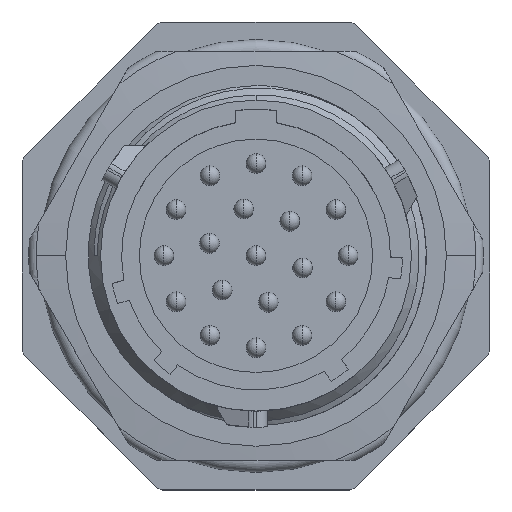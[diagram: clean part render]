
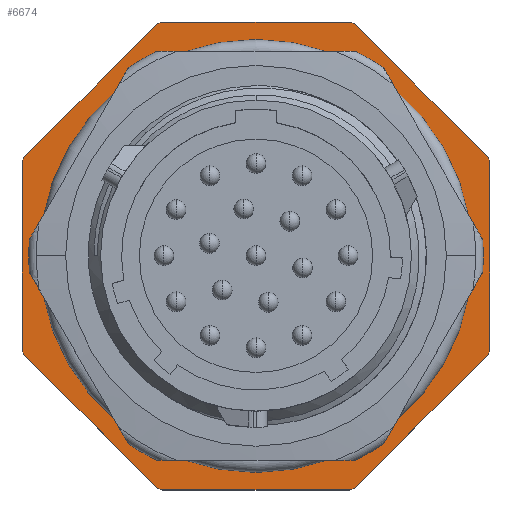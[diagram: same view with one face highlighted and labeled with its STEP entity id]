
A CAD part, top view. The second image highlights one B-rep face of the part: STEP entity #6674.
In plain terms, the highlighted planar face has unit normal (0, 0, 1).
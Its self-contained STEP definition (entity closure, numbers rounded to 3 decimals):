
#1276=DIRECTION('',(0.707,-0.707,0.));
#1277=VECTOR('',#1276,15.16);
#1278=CARTESIAN_POINT('',(8.11,18.83,1.7));
#1279=LINE('',#1278,#1277);
#1280=DIRECTION('',(0.,-1.,0.));
#1281=VECTOR('',#1280,15.16);
#1282=CARTESIAN_POINT('',(19.05,7.58,1.7));
#1283=LINE('',#1282,#1281);
#1284=DIRECTION('',(-0.707,-0.707,0.));
#1285=VECTOR('',#1284,15.16);
#1286=CARTESIAN_POINT('',(18.83,-8.11,1.7));
#1287=LINE('',#1286,#1285);
#1288=DIRECTION('',(-1.,0.,0.));
#1289=VECTOR('',#1288,15.16);
#1290=CARTESIAN_POINT('',(7.58,-19.05,1.7));
#1291=LINE('',#1290,#1289);
#1292=DIRECTION('',(-0.707,0.707,0.));
#1293=VECTOR('',#1292,15.16);
#1294=CARTESIAN_POINT('',(-8.11,-18.83,1.7));
#1295=LINE('',#1294,#1293);
#1296=DIRECTION('',(0.,1.,0.));
#1297=VECTOR('',#1296,15.16);
#1298=CARTESIAN_POINT('',(-19.05,-7.58,1.7));
#1299=LINE('',#1298,#1297);
#1300=DIRECTION('',(0.707,0.707,0.));
#1301=VECTOR('',#1300,15.16);
#1302=CARTESIAN_POINT('',(-18.83,8.11,1.7));
#1303=LINE('',#1302,#1301);
#1304=DIRECTION('',(1.,0.,0.));
#1305=VECTOR('',#1304,15.16);
#1306=CARTESIAN_POINT('',(-7.58,19.05,1.7));
#1307=LINE('',#1306,#1305);
#1308=CARTESIAN_POINT('',(0.,0.,1.7));
#1309=DIRECTION('',(0.,0.,1.));
#1310=DIRECTION('',(-1.,0.,0.));
#1311=AXIS2_PLACEMENT_3D('',#1308,#1309,#1310);
#1313=CARTESIAN_POINT('',(0.,0.,1.7));
#1314=DIRECTION('',(0.,0.,1.));
#1315=DIRECTION('',(1.,0.,0.));
#1316=AXIS2_PLACEMENT_3D('',#1313,#1314,#1315);
#1322=CARTESIAN_POINT('',(7.58,18.3,1.7));
#1323=DIRECTION('',(0.,0.,1.));
#1324=DIRECTION('',(0.707,0.707,0.));
#1325=AXIS2_PLACEMENT_3D('',#1322,#1323,#1324);
#1372=CARTESIAN_POINT('',(-7.58,18.3,1.7));
#1373=DIRECTION('',(0.,0.,1.));
#1374=DIRECTION('',(0.,1.,0.));
#1375=AXIS2_PLACEMENT_3D('',#1372,#1373,#1374);
#1390=CARTESIAN_POINT('',(-18.3,7.58,1.7));
#1391=DIRECTION('',(0.,0.,1.));
#1392=DIRECTION('',(-0.707,0.707,0.));
#1393=AXIS2_PLACEMENT_3D('',#1390,#1391,#1392);
#1408=CARTESIAN_POINT('',(-18.3,-7.58,1.7));
#1409=DIRECTION('',(0.,0.,1.));
#1410=DIRECTION('',(-1.,0.,0.));
#1411=AXIS2_PLACEMENT_3D('',#1408,#1409,#1410);
#1426=CARTESIAN_POINT('',(-7.58,-18.3,1.7));
#1427=DIRECTION('',(0.,0.,1.));
#1428=DIRECTION('',(-0.707,-0.707,0.));
#1429=AXIS2_PLACEMENT_3D('',#1426,#1427,#1428);
#1444=CARTESIAN_POINT('',(7.58,-18.3,1.7));
#1445=DIRECTION('',(0.,0.,1.));
#1446=DIRECTION('',(0.,-1.,0.));
#1447=AXIS2_PLACEMENT_3D('',#1444,#1445,#1446);
#1462=CARTESIAN_POINT('',(18.3,-7.58,1.7));
#1463=DIRECTION('',(0.,0.,1.));
#1464=DIRECTION('',(0.707,-0.707,0.));
#1465=AXIS2_PLACEMENT_3D('',#1462,#1463,#1464);
#1480=CARTESIAN_POINT('',(18.3,7.58,1.7));
#1481=DIRECTION('',(0.,0.,1.));
#1482=DIRECTION('',(1.,0.,0.));
#1483=AXIS2_PLACEMENT_3D('',#1480,#1481,#1482);
#4715=CARTESIAN_POINT('',(8.11,18.83,1.7));
#4717=VERTEX_POINT('',#4715);
#4718=CARTESIAN_POINT('',(7.58,19.05,1.7));
#4719=VERTEX_POINT('',#4718);
#4723=CARTESIAN_POINT('',(19.05,7.58,1.7));
#4725=VERTEX_POINT('',#4723);
#4726=CARTESIAN_POINT('',(18.83,8.11,1.7));
#4727=VERTEX_POINT('',#4726);
#4731=CARTESIAN_POINT('',(18.83,-8.11,1.7));
#4733=VERTEX_POINT('',#4731);
#4734=CARTESIAN_POINT('',(19.05,-7.58,1.7));
#4735=VERTEX_POINT('',#4734);
#4739=CARTESIAN_POINT('',(-7.58,19.05,1.7));
#4741=VERTEX_POINT('',#4739);
#4742=CARTESIAN_POINT('',(-8.11,18.83,1.7));
#4743=VERTEX_POINT('',#4742);
#4747=CARTESIAN_POINT('',(7.58,-19.05,1.7));
#4749=VERTEX_POINT('',#4747);
#4750=CARTESIAN_POINT('',(8.11,-18.83,1.7));
#4751=VERTEX_POINT('',#4750);
#4755=CARTESIAN_POINT('',(-8.11,-18.83,1.7));
#4757=VERTEX_POINT('',#4755);
#4758=CARTESIAN_POINT('',(-7.58,-19.05,1.7));
#4759=VERTEX_POINT('',#4758);
#4763=CARTESIAN_POINT('',(-19.05,-7.58,1.7));
#4765=VERTEX_POINT('',#4763);
#4766=CARTESIAN_POINT('',(-18.83,-8.11,1.7));
#4767=VERTEX_POINT('',#4766);
#4771=CARTESIAN_POINT('',(-18.83,8.11,1.7));
#4773=VERTEX_POINT('',#4771);
#4774=CARTESIAN_POINT('',(-19.05,7.58,1.7));
#4775=VERTEX_POINT('',#4774);
#5383=CARTESIAN_POINT('',(-17.15,0.,1.7));
#5384=CARTESIAN_POINT('',(17.15,0.,1.7));
#5385=VERTEX_POINT('',#5383);
#5386=VERTEX_POINT('',#5384);
#6631=CARTESIAN_POINT('',(0.,0.,1.7));
#6632=DIRECTION('',(0.,0.,-1.));
#6633=DIRECTION('',(0.,-1.,0.));
#6634=AXIS2_PLACEMENT_3D('',#6631,#6632,#6633);
#6635=PLANE('',#6634);
#6637=ORIENTED_EDGE('',*,*,#6636,.F.);
#6639=ORIENTED_EDGE('',*,*,#6638,.T.);
#6641=ORIENTED_EDGE('',*,*,#6640,.F.);
#6643=ORIENTED_EDGE('',*,*,#6642,.T.);
#6645=ORIENTED_EDGE('',*,*,#6644,.F.);
#6647=ORIENTED_EDGE('',*,*,#6646,.T.);
#6649=ORIENTED_EDGE('',*,*,#6648,.F.);
#6651=ORIENTED_EDGE('',*,*,#6650,.T.);
#6653=ORIENTED_EDGE('',*,*,#6652,.F.);
#6655=ORIENTED_EDGE('',*,*,#6654,.T.);
#6657=ORIENTED_EDGE('',*,*,#6656,.F.);
#6659=ORIENTED_EDGE('',*,*,#6658,.T.);
#6661=ORIENTED_EDGE('',*,*,#6660,.F.);
#6663=ORIENTED_EDGE('',*,*,#6662,.T.);
#6665=ORIENTED_EDGE('',*,*,#6664,.F.);
#6667=ORIENTED_EDGE('',*,*,#6666,.T.);
#6668=EDGE_LOOP('',(#6637,#6639,#6641,#6643,#6645,#6647,#6649,#6651,#6653,#6655,
#6657,#6659,#6661,#6663,#6665,#6667));
#6669=FACE_OUTER_BOUND('',#6668,.F.);
#6670=ORIENTED_EDGE('',*,*,#6598,.T.);
#6671=ORIENTED_EDGE('',*,*,#6613,.T.);
#6672=EDGE_LOOP('',(#6670,#6671));
#6673=FACE_BOUND('',#6672,.F.);
#6674=ADVANCED_FACE('',(#6669,#6673),#6635,.F.);
#1312=CIRCLE('',#1311,17.15);
#1317=CIRCLE('',#1316,17.15);
#1326=CIRCLE('',#1325,0.75);
#1376=CIRCLE('',#1375,0.75);
#1394=CIRCLE('',#1393,0.75);
#1412=CIRCLE('',#1411,0.75);
#1430=CIRCLE('',#1429,0.75);
#1448=CIRCLE('',#1447,0.75);
#1466=CIRCLE('',#1465,0.75);
#1484=CIRCLE('',#1483,0.75);
#6598=EDGE_CURVE('',#5385,#5386,#1312,.T.);
#6613=EDGE_CURVE('',#5386,#5385,#1317,.T.);
#6636=EDGE_CURVE('',#4717,#4719,#1326,.T.);
#6638=EDGE_CURVE('',#4717,#4727,#1279,.T.);
#6640=EDGE_CURVE('',#4725,#4727,#1484,.T.);
#6642=EDGE_CURVE('',#4725,#4735,#1283,.T.);
#6644=EDGE_CURVE('',#4733,#4735,#1466,.T.);
#6646=EDGE_CURVE('',#4733,#4751,#1287,.T.);
#6648=EDGE_CURVE('',#4749,#4751,#1448,.T.);
#6650=EDGE_CURVE('',#4749,#4759,#1291,.T.);
#6652=EDGE_CURVE('',#4757,#4759,#1430,.T.);
#6654=EDGE_CURVE('',#4757,#4767,#1295,.T.);
#6656=EDGE_CURVE('',#4765,#4767,#1412,.T.);
#6658=EDGE_CURVE('',#4765,#4775,#1299,.T.);
#6660=EDGE_CURVE('',#4773,#4775,#1394,.T.);
#6662=EDGE_CURVE('',#4773,#4743,#1303,.T.);
#6664=EDGE_CURVE('',#4741,#4743,#1376,.T.);
#6666=EDGE_CURVE('',#4741,#4719,#1307,.T.);
